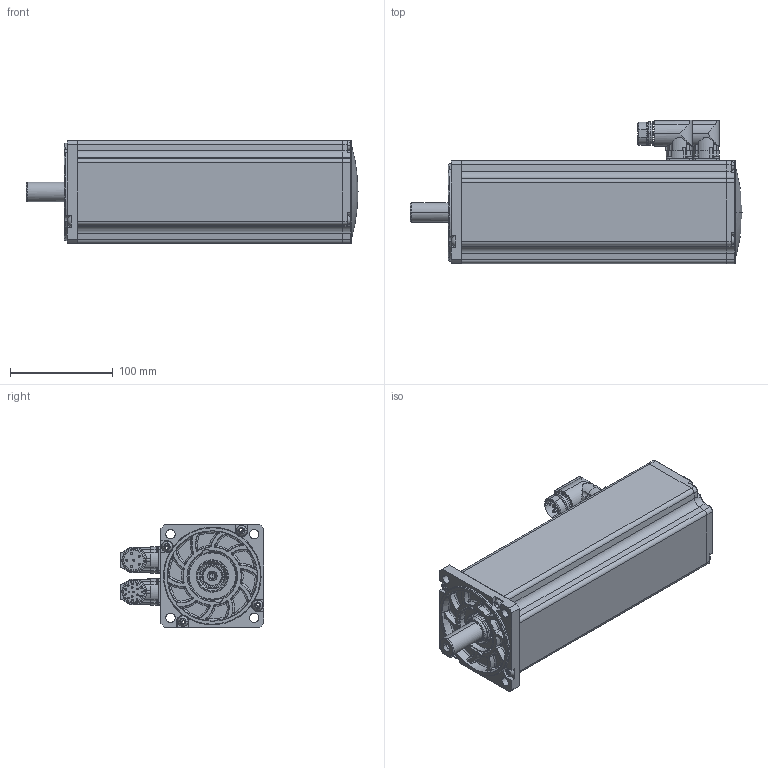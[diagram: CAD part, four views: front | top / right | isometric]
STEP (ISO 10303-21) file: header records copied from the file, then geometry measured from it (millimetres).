
FILE_DESCRIPTION((''),'2;1');
FILE_NAME('53184N-0_SW0001','2016-06-04T',('zhangyanli'),(''),'PRO/ENGINEER BY PARAMETRIC TECHNOLOGY CORPORATION, 2010430','PRO/ENGINEER BY PARAMETRIC TECHNOLOGY CORPORATION, 2010430','');
FILE_SCHEMA(('CONFIG_CONTROL_DESIGN'));
Length unit declared in the file: millimetre
Products named in the file (1): 53184N-0_SW0001
Bounding box: 323 x 139.5 x 100 mm (x, y, z)
Surface area: 149887.7 mm2 (no closed solid volume)
Topology: 0 solids, 40 shells, 607 faces, 1989 edges, 1368 vertices
Faces by surface type: cylinder 238, plane 153, torus 70, cone 66, sphere 42, bspline 38
Entity records: 24995 total; most frequent: CARTESIAN_POINT 7814, DIRECTION 3802, ORIENTED_EDGE 3193, EDGE_CURVE 1987, AXIS2_PLACEMENT_3D 1605, VERTEX_POINT 1368, CIRCLE 1036, EDGE_LOOP 698
